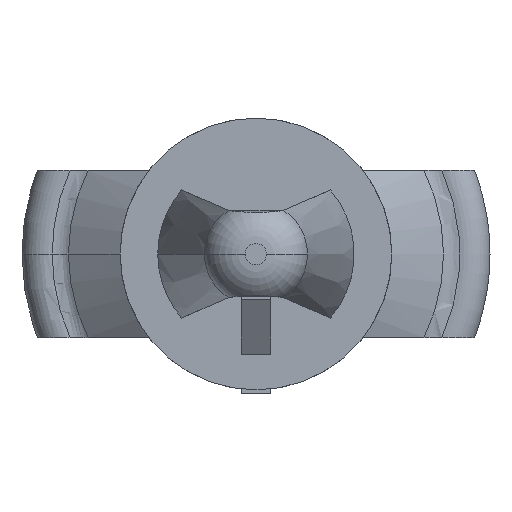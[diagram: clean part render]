
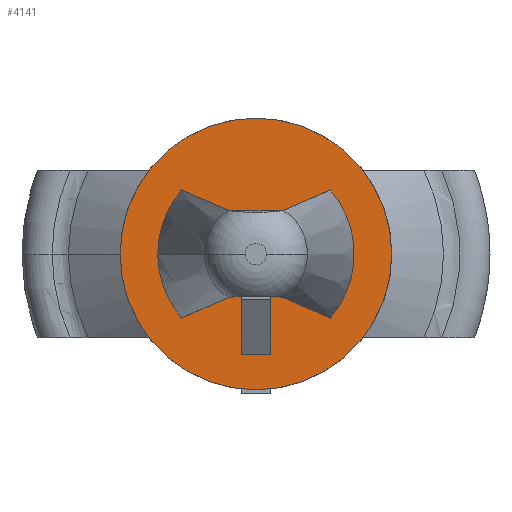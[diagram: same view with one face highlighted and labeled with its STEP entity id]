
A CAD part, left-side view. The second image highlights one B-rep face of the part: STEP entity #4141.
In plain terms, the highlighted planar face has unit normal (-1, 0, 0).
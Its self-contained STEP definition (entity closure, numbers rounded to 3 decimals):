
#2 = CARTESIAN_POINT ( 'NONE',  ( -169.271, 236.331, -1.319 ) ) ;
#29 = CARTESIAN_POINT ( 'NONE',  ( -169.271, 236.517, -1.237 ) ) ;
#49 = PLANE ( 'NONE',  #978 ) ;
#50 = ORIENTED_EDGE ( 'NONE', *, *, #6197, .T. ) ;
#86 = CARTESIAN_POINT ( 'NONE',  ( -169.271, 236.777, -1.13 ) ) ;
#98 = CARTESIAN_POINT ( 'NONE',  ( -169.271, 236.719, -1.154 ) ) ;
#128 = EDGE_CURVE ( 'NONE', #5438, #253, #2309, .T. ) ;
#131 = EDGE_CURVE ( 'NONE', #253, #397, #3263, .T. ) ;
#200 = VERTEX_POINT ( 'NONE', #958 ) ;
#250 = DIRECTION ( 'NONE',  ( 0., 1., 0. ) ) ;
#252 = DIRECTION ( 'NONE',  ( 0., 1., 0. ) ) ;
#253 = VERTEX_POINT ( 'NONE', #275 ) ;
#275 = CARTESIAN_POINT ( 'NONE',  ( -169.271, 238.524, 1.13 ) ) ;
#317 = CARTESIAN_POINT ( 'NONE',  ( -169.271, 236.776, 1.129 ) ) ;
#359 = CARTESIAN_POINT ( 'NONE',  ( -169.271, 239.651, 0. ) ) ;
#366 = EDGE_CURVE ( 'NONE', #501, #5425, #4372, .T. ) ;
#387 = CARTESIAN_POINT ( 'NONE',  ( -169.271, 237.651, 0. ) ) ;
#397 = VERTEX_POINT ( 'NONE', #1912 ) ;
#451 = CIRCLE ( 'NONE', #2662, 3.25 ) ;
#463 = DIRECTION ( 'NONE',  ( 1., 0., 0. ) ) ;
#501 = VERTEX_POINT ( 'NONE', #3775 ) ;
#511 = EDGE_CURVE ( 'NONE', #5425, #397, #1372, .T. ) ;
#549 = DIRECTION ( 'NONE',  ( 0., -1., 0. ) ) ;
#605 = DIRECTION ( 'NONE',  ( 1., 0., 0. ) ) ;
#629 = DIRECTION ( 'NONE',  ( 1., 0., 0. ) ) ;
#645 = VERTEX_POINT ( 'NONE', #317 ) ;
#649 = CARTESIAN_POINT ( 'NONE',  ( -169.271, 238.524, 1.13 ) ) ;
#721 = B_SPLINE_CURVE_WITH_KNOTS ( 'NONE', 3,
 ( #4265, #1409, #1883, #5237, #2374, #5713 ),
 .UNSPECIFIED., .F., .F.,
 ( 4, 1, 1, 4 ),
 ( 0.333, 0.648, 0.824, 0.826 ),
 .UNSPECIFIED. ) ;
#751 = CARTESIAN_POINT ( 'NONE',  ( -169.271, 238.971, 1.319 ) ) ;
#762 = ORIENTED_EDGE ( 'NONE', *, *, #4765, .F. ) ;
#834 = ORIENTED_EDGE ( 'NONE', *, *, #1343, .F. ) ;
#849 = DIRECTION ( 'NONE',  ( 1., 0., 0. ) ) ;
#923 = EDGE_CURVE ( 'NONE', #2191, #5438, #4002, .T. ) ;
#958 = CARTESIAN_POINT ( 'NONE',  ( -169.271, 236.777, -1.13 ) ) ;
#968 = ORIENTED_EDGE ( 'NONE', *, *, #923, .F. ) ;
#978 = AXIS2_PLACEMENT_3D ( 'NONE', #4360, #3419, #549 ) ;
#1170 = CIRCLE ( 'NONE', #5771, 1.428 ) ;
#1223 = DIRECTION ( 'NONE',  ( 0., 1., 0. ) ) ;
#1236 = ORIENTED_EDGE ( 'NONE', *, *, #128, .F. ) ;
#1317 = CIRCLE ( 'NONE', #3706, 2. ) ;
#1343 = EDGE_CURVE ( 'NONE', #200, #1758, #3468, .T. ) ;
#1372 = CIRCLE ( 'NONE', #5674, 2. ) ;
#1409 = CARTESIAN_POINT ( 'NONE',  ( -169.271, 236.321, 1.327 ) ) ;
#1421 = CARTESIAN_POINT ( 'NONE',  ( -169.271, 238.526, -1.129 ) ) ;
#1458 = CARTESIAN_POINT ( 'NONE',  ( -169.271, 238.583, 1.154 ) ) ;
#1510 = CARTESIAN_POINT ( 'NONE',  ( -169.271, 238.526, -1.129 ) ) ;
#1553 = CARTESIAN_POINT ( 'NONE',  ( -169.271, 238.795, -1.243 ) ) ;
#1606 = CARTESIAN_POINT ( 'NONE',  ( -169.271, 237.651, 0. ) ) ;
#1758 = VERTEX_POINT ( 'NONE', #4790 ) ;
#1819 = CARTESIAN_POINT ( 'NONE',  ( -169.271, 238.6, -1.159 ) ) ;
#1883 = CARTESIAN_POINT ( 'NONE',  ( -169.271, 236.507, 1.243 ) ) ;
#1912 = CARTESIAN_POINT ( 'NONE',  ( -169.271, 239.1, 1.379 ) ) ;
#2011 = CARTESIAN_POINT ( 'NONE',  ( -169.271, 234.401, 0. ) ) ;
#2016 = ORIENTED_EDGE ( 'NONE', *, *, #4022, .F. ) ;
#2082 = ORIENTED_EDGE ( 'NONE', *, *, #511, .T. ) ;
#2090 = DIRECTION ( 'NONE',  ( 0., 1., 0. ) ) ;
#2191 = VERTEX_POINT ( 'NONE', #5535 ) ;
#2284 = VERTEX_POINT ( 'NONE', #2011 ) ;
#2309 = CIRCLE ( 'NONE', #2604, 1.428 ) ;
#2367 = AXIS2_PLACEMENT_3D ( 'NONE', #5998, #3134, #252 ) ;
#2374 = CARTESIAN_POINT ( 'NONE',  ( -169.271, 236.775, 1.129 ) ) ;
#2398 = DIRECTION ( 'NONE',  ( 0., 1., 0. ) ) ;
#2451 = EDGE_CURVE ( 'NONE', #501, #2191, #4596, .T. ) ;
#2585 = CARTESIAN_POINT ( 'NONE',  ( -169.271, 237.651, 0. ) ) ;
#2604 = AXIS2_PLACEMENT_3D ( 'NONE', #387, #849, #1223 ) ;
#2649 = EDGE_CURVE ( 'NONE', #2284, #5912, #451, .T. ) ;
#2662 = AXIS2_PLACEMENT_3D ( 'NONE', #3825, #463, #2398 ) ;
#2679 = FACE_OUTER_BOUND ( 'NONE', #3708, .T. ) ;
#2751 = CARTESIAN_POINT ( 'NONE',  ( -169.271, 237.651, 0. ) ) ;
#2812 = CARTESIAN_POINT ( 'NONE',  ( -169.271, 237.651, 0. ) ) ;
#2828 = DIRECTION ( 'NONE',  ( 1., 0., 0. ) ) ;
#3009 = DIRECTION ( 'NONE',  ( 0., 1., 0. ) ) ;
#3039 = DIRECTION ( 'NONE',  ( 0., 1., 0. ) ) ;
#3067 = DIRECTION ( 'NONE',  ( 0., 1., 0. ) ) ;
#3134 = DIRECTION ( 'NONE',  ( 1., 0., 0. ) ) ;
#3263 = B_SPLINE_CURVE_WITH_KNOTS ( 'NONE', 3,
 ( #649, #1458, #5936, #751, #4159 ),
 .UNSPECIFIED., .F., .F.,
 ( 4, 1, 4 ),
 ( 0.176, 0.316, 0.664 ),
 .UNSPECIFIED. ) ;
#3328 = CARTESIAN_POINT ( 'NONE',  ( -169.271, 239.098, -1.38 ) ) ;
#3419 = DIRECTION ( 'NONE',  ( -1., 0., 0. ) ) ;
#3468 = B_SPLINE_CURVE_WITH_KNOTS ( 'NONE', 3,
 ( #86, #98, #29, #2, #4571 ),
 .UNSPECIFIED., .F., .F.,
 ( 4, 1, 4 ),
 ( 0.176, 0.316, 0.664 ),
 .UNSPECIFIED. ) ;
#3706 = AXIS2_PLACEMENT_3D ( 'NONE', #2585, #5926, #3067 ) ;
#3708 = EDGE_LOOP ( 'NONE', ( #762, #4953 ) ) ;
#3756 = EDGE_LOOP ( 'NONE', ( #3866, #1236, #968, #6194, #4713, #2082 ) ) ;
#3775 = CARTESIAN_POINT ( 'NONE',  ( -169.271, 239.098, -1.38 ) ) ;
#3792 = FACE_BOUND ( 'NONE', #3756, .T. ) ;
#3825 = CARTESIAN_POINT ( 'NONE',  ( -169.271, 237.651, 0. ) ) ;
#3826 = EDGE_LOOP ( 'NONE', ( #5828, #2016, #50, #834 ) ) ;
#3866 = ORIENTED_EDGE ( 'NONE', *, *, #131, .F. ) ;
#3905 = CARTESIAN_POINT ( 'NONE',  ( -169.271, 238.981, -1.327 ) ) ;
#4002 = CIRCLE ( 'NONE', #4023, 1.428 ) ;
#4022 = EDGE_CURVE ( 'NONE', #5751, #645, #721, .T. ) ;
#4023 = AXIS2_PLACEMENT_3D ( 'NONE', #2812, #2828, #250 ) ;
#4141 = ADVANCED_FACE ( 'NONE', ( #3792, #5072, #2679 ), #49, .T. ) ;
#4159 = CARTESIAN_POINT ( 'NONE',  ( -169.271, 239.1, 1.379 ) ) ;
#4191 = CARTESIAN_POINT ( 'NONE',  ( -169.271, 240.901, 0. ) ) ;
#4198 = CARTESIAN_POINT ( 'NONE',  ( -169.271, 239.079, 0. ) ) ;
#4265 = CARTESIAN_POINT ( 'NONE',  ( -169.271, 236.203, 1.38 ) ) ;
#4360 = CARTESIAN_POINT ( 'NONE',  ( -169.271, 237.651, 0. ) ) ;
#4372 = CIRCLE ( 'NONE', #5156, 2. ) ;
#4571 = CARTESIAN_POINT ( 'NONE',  ( -169.271, 236.202, -1.379 ) ) ;
#4596 = B_SPLINE_CURVE_WITH_KNOTS ( 'NONE', 3,
 ( #3328, #3905, #1553, #1819, #1510, #1421 ),
 .UNSPECIFIED., .F., .F.,
 ( 4, 1, 1, 4 ),
 ( 0.333, 0.648, 0.824, 0.826 ),
 .UNSPECIFIED. ) ;
#4713 = ORIENTED_EDGE ( 'NONE', *, *, #366, .T. ) ;
#4765 = EDGE_CURVE ( 'NONE', #5912, #2284, #4915, .T. ) ;
#4790 = CARTESIAN_POINT ( 'NONE',  ( -169.271, 236.202, -1.379 ) ) ;
#4915 = CIRCLE ( 'NONE', #2367, 3.25 ) ;
#4953 = ORIENTED_EDGE ( 'NONE', *, *, #2649, .F. ) ;
#4960 = DIRECTION ( 'NONE',  ( 1., 0., 0. ) ) ;
#5064 = CARTESIAN_POINT ( 'NONE',  ( -169.271, 236.203, 1.38 ) ) ;
#5072 = FACE_BOUND ( 'NONE', #3826, .T. ) ;
#5140 = CARTESIAN_POINT ( 'NONE',  ( -169.271, 237.651, 0. ) ) ;
#5156 = AXIS2_PLACEMENT_3D ( 'NONE', #2751, #605, #3009 ) ;
#5160 = EDGE_CURVE ( 'NONE', #645, #200, #1170, .T. ) ;
#5237 = CARTESIAN_POINT ( 'NONE',  ( -169.271, 236.701, 1.159 ) ) ;
#5425 = VERTEX_POINT ( 'NONE', #359 ) ;
#5438 = VERTEX_POINT ( 'NONE', #4198 ) ;
#5535 = CARTESIAN_POINT ( 'NONE',  ( -169.271, 238.526, -1.129 ) ) ;
#5674 = AXIS2_PLACEMENT_3D ( 'NONE', #5140, #629, #3039 ) ;
#5713 = CARTESIAN_POINT ( 'NONE',  ( -169.271, 236.776, 1.129 ) ) ;
#5751 = VERTEX_POINT ( 'NONE', #5064 ) ;
#5771 = AXIS2_PLACEMENT_3D ( 'NONE', #1606, #4960, #2090 ) ;
#5828 = ORIENTED_EDGE ( 'NONE', *, *, #5160, .F. ) ;
#5912 = VERTEX_POINT ( 'NONE', #4191 ) ;
#5926 = DIRECTION ( 'NONE',  ( 1., 0., 0. ) ) ;
#5936 = CARTESIAN_POINT ( 'NONE',  ( -169.271, 238.784, 1.237 ) ) ;
#5998 = CARTESIAN_POINT ( 'NONE',  ( -169.271, 237.651, 0. ) ) ;
#6194 = ORIENTED_EDGE ( 'NONE', *, *, #2451, .F. ) ;
#6197 = EDGE_CURVE ( 'NONE', #5751, #1758, #1317, .T. ) ;
